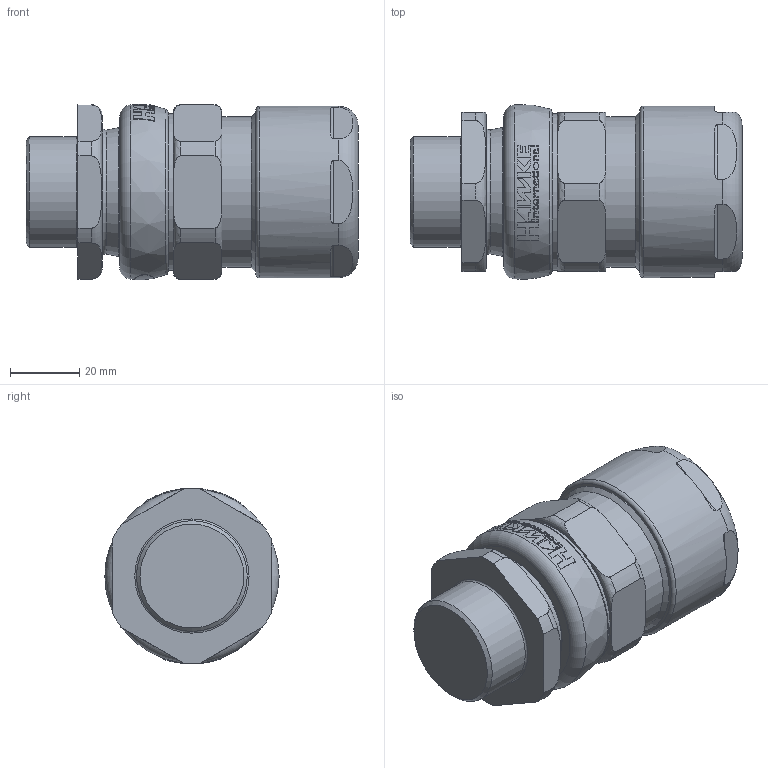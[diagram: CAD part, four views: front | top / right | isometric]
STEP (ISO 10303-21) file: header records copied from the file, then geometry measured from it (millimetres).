
FILE_DESCRIPTION(/* description */ (''),/* implementation_level */ '2;1');
FILE_NAME(/* name */ '501_453_UNIV_X C.stp',/* time_stamp */ '2020-06-22T16:33:47+05:00',/* author */ ('jgandhi'),/* organization */ (''),/* preprocessor_version */ 'ST-DEVELOPER v18',/* originating_system */ 'Autodesk Inventor 2020',/* authorisation */ '');
FILE_SCHEMA (('AUTOMOTIVE_DESIGN { 1 0 10303 214 3 1 1 }'));
Length unit declared in the file: millimetre
Products named in the file (1): 501_453_UNIV_X 
Bounding box: 95.91 x 50.36 x 50.75 mm (x, y, z)
Surface area: 59652.4 mm2
Topology: 10 solids, 10 shells, 763 faces, 2206 edges, 1492 vertices
Faces by surface type: plane 289, torus 158, cylinder 115, cone 115, bspline 86
Full cylindrical faces by diameter (mm): 17.44 x1, 27.3 x1, 30.3 x2, 32 x1, 33.3 x1, 33.9 x1, 36.277 x1, 36.6 x1, 37 x1, 37.4 x1, 38 x1, 38.1 x3, 38.8 x2, 41.275 x1, 43.54 x2, 44 x1, 44.4 x1, 45.15 x1, 46 x1, 49.5 x1
Entity records: 31632 total; most frequent: CARTESIAN_POINT 11948, ORIENTED_EDGE 4444, DIRECTION 3460, EDGE_CURVE 2222, VERTEX_POINT 1492, AXIS2_PLACEMENT_3D 1439, EDGE_LOOP 798, STYLED_ITEM 773
